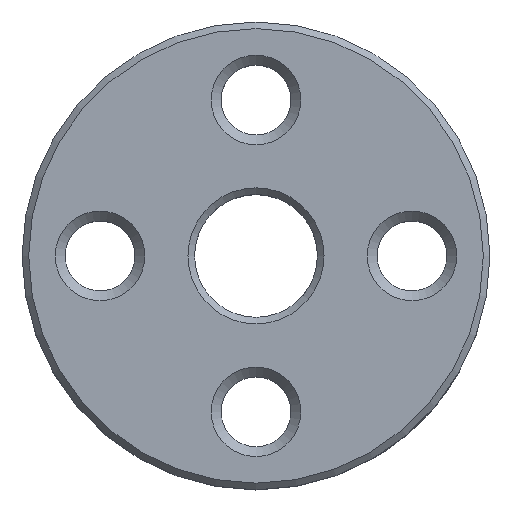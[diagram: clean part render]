
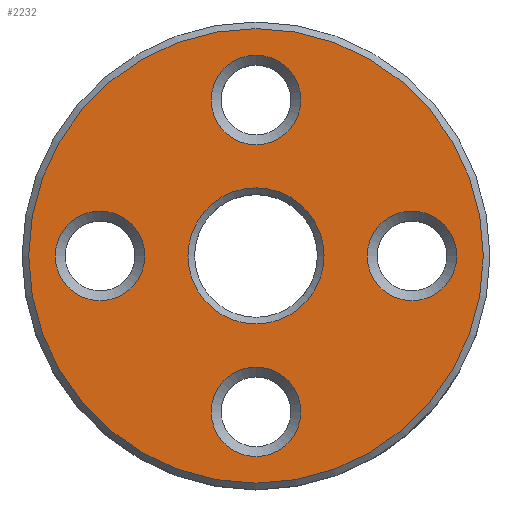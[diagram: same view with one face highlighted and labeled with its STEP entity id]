
A CAD part, top view. The second image highlights one B-rep face of the part: STEP entity #2232.
In plain terms, the highlighted planar face has unit normal (0, 0, 1).
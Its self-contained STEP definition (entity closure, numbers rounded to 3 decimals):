
#1082 = CONICAL_SURFACE('',#1083,9.525,0.785);
#1083 = AXIS2_PLACEMENT_3D('',#1084,#1085,#1086);
#1084 = CARTESIAN_POINT('',(0.,0.,4.81));
#1085 = DIRECTION('',(-0.,-0.,-1.));
#1086 = DIRECTION('',(1.,0.,0.));
#1722 = VERTEX_POINT('',#1723);
#1723 = CARTESIAN_POINT('',(9.255,0.,5.08));
#1744 = EDGE_CURVE('',#1722,#1722,#1745,.T.);
#1745 = SURFACE_CURVE('',#1746,(#1751,#1758),.PCURVE_S1.);
#1746 = CIRCLE('',#1747,9.255);
#1747 = AXIS2_PLACEMENT_3D('',#1748,#1749,#1750);
#1748 = CARTESIAN_POINT('',(0.,0.,5.08));
#1749 = DIRECTION('',(0.,0.,1.));
#1750 = DIRECTION('',(1.,0.,0.));
#1751 = PCURVE('',#1082,#1752);
#1752 = DEFINITIONAL_REPRESENTATION('',(#1753),#1757);
#1753 = LINE('',#1754,#1755);
#1754 = CARTESIAN_POINT('',(-0.,-0.27));
#1755 = VECTOR('',#1756,1.);
#1756 = DIRECTION('',(-1.,-0.));
#1757 = ( GEOMETRIC_REPRESENTATION_CONTEXT(2) 
PARAMETRIC_REPRESENTATION_CONTEXT() REPRESENTATION_CONTEXT('2D SPACE',''
  ) );
#1758 = PCURVE('',#1759,#1764);
#1759 = PLANE('',#1760);
#1760 = AXIS2_PLACEMENT_3D('',#1761,#1762,#1763);
#1761 = CARTESIAN_POINT('',(0.,0.,5.08));
#1762 = DIRECTION('',(0.,0.,1.));
#1763 = DIRECTION('',(1.,0.,0.));
#1764 = DEFINITIONAL_REPRESENTATION('',(#1765),#1769);
#1765 = CIRCLE('',#1766,9.255);
#1766 = AXIS2_PLACEMENT_2D('',#1767,#1768);
#1767 = CARTESIAN_POINT('',(0.,0.));
#1768 = DIRECTION('',(1.,0.));
#1769 = ( GEOMETRIC_REPRESENTATION_CONTEXT(2) 
PARAMETRIC_REPRESENTATION_CONTEXT() REPRESENTATION_CONTEXT('2D SPACE',''
  ) );
#2232 = ADVANCED_FACE('',(#2233,#2264,#2267,#2298,#2329,#2360),#1759,.T.
  );
#2233 = FACE_BOUND('',#2234,.T.);
#2234 = EDGE_LOOP('',(#2235));
#2235 = ORIENTED_EDGE('',*,*,#2236,.F.);
#2236 = EDGE_CURVE('',#2237,#2237,#2239,.T.);
#2237 = VERTEX_POINT('',#2238);
#2238 = CARTESIAN_POINT('',(8.172,0.,5.08));
#2239 = SURFACE_CURVE('',#2240,(#2245,#2252),.PCURVE_S1.);
#2240 = CIRCLE('',#2241,1.822);
#2241 = AXIS2_PLACEMENT_3D('',#2242,#2243,#2244);
#2242 = CARTESIAN_POINT('',(6.35,0.,5.08));
#2243 = DIRECTION('',(0.,0.,1.));
#2244 = DIRECTION('',(1.,0.,0.));
#2245 = PCURVE('',#1759,#2246);
#2246 = DEFINITIONAL_REPRESENTATION('',(#2247),#2251);
#2247 = CIRCLE('',#2248,1.822);
#2248 = AXIS2_PLACEMENT_2D('',#2249,#2250);
#2249 = CARTESIAN_POINT('',(6.35,0.));
#2250 = DIRECTION('',(1.,0.));
#2251 = ( GEOMETRIC_REPRESENTATION_CONTEXT(2) 
PARAMETRIC_REPRESENTATION_CONTEXT() REPRESENTATION_CONTEXT('2D SPACE',''
  ) );
#2252 = PCURVE('',#2253,#2258);
#2253 = CONICAL_SURFACE('',#2254,1.422,0.785);
#2254 = AXIS2_PLACEMENT_3D('',#2255,#2256,#2257);
#2255 = CARTESIAN_POINT('',(6.35,0.,4.68));
#2256 = DIRECTION('',(0.,0.,1.));
#2257 = DIRECTION('',(1.,0.,0.));
#2258 = DEFINITIONAL_REPRESENTATION('',(#2259),#2263);
#2259 = LINE('',#2260,#2261);
#2260 = CARTESIAN_POINT('',(-0.,0.4));
#2261 = VECTOR('',#2262,1.);
#2262 = DIRECTION('',(1.,-0.));
#2263 = ( GEOMETRIC_REPRESENTATION_CONTEXT(2) 
PARAMETRIC_REPRESENTATION_CONTEXT() REPRESENTATION_CONTEXT('2D SPACE',''
  ) );
#2264 = FACE_BOUND('',#2265,.T.);
#2265 = EDGE_LOOP('',(#2266));
#2266 = ORIENTED_EDGE('',*,*,#1744,.T.);
#2267 = FACE_BOUND('',#2268,.T.);
#2268 = EDGE_LOOP('',(#2269));
#2269 = ORIENTED_EDGE('',*,*,#2270,.F.);
#2270 = EDGE_CURVE('',#2271,#2271,#2273,.T.);
#2271 = VERTEX_POINT('',#2272);
#2272 = CARTESIAN_POINT('',(2.77,0.,5.08));
#2273 = SURFACE_CURVE('',#2274,(#2279,#2286),.PCURVE_S1.);
#2274 = CIRCLE('',#2275,2.77);
#2275 = AXIS2_PLACEMENT_3D('',#2276,#2277,#2278);
#2276 = CARTESIAN_POINT('',(0.,0.,5.08));
#2277 = DIRECTION('',(0.,0.,1.));
#2278 = DIRECTION('',(1.,0.,0.));
#2279 = PCURVE('',#1759,#2280);
#2280 = DEFINITIONAL_REPRESENTATION('',(#2281),#2285);
#2281 = CIRCLE('',#2282,2.77);
#2282 = AXIS2_PLACEMENT_2D('',#2283,#2284);
#2283 = CARTESIAN_POINT('',(0.,0.));
#2284 = DIRECTION('',(1.,0.));
#2285 = ( GEOMETRIC_REPRESENTATION_CONTEXT(2) 
PARAMETRIC_REPRESENTATION_CONTEXT() REPRESENTATION_CONTEXT('2D SPACE',''
  ) );
#2286 = PCURVE('',#2287,#2292);
#2287 = CONICAL_SURFACE('',#2288,2.5,0.785);
#2288 = AXIS2_PLACEMENT_3D('',#2289,#2290,#2291);
#2289 = CARTESIAN_POINT('',(0.,0.,4.81));
#2290 = DIRECTION('',(0.,0.,1.));
#2291 = DIRECTION('',(1.,0.,0.));
#2292 = DEFINITIONAL_REPRESENTATION('',(#2293),#2297);
#2293 = LINE('',#2294,#2295);
#2294 = CARTESIAN_POINT('',(-0.,0.27));
#2295 = VECTOR('',#2296,1.);
#2296 = DIRECTION('',(1.,-0.));
#2297 = ( GEOMETRIC_REPRESENTATION_CONTEXT(2) 
PARAMETRIC_REPRESENTATION_CONTEXT() REPRESENTATION_CONTEXT('2D SPACE',''
  ) );
#2298 = FACE_BOUND('',#2299,.T.);
#2299 = EDGE_LOOP('',(#2300));
#2300 = ORIENTED_EDGE('',*,*,#2301,.F.);
#2301 = EDGE_CURVE('',#2302,#2302,#2304,.T.);
#2302 = VERTEX_POINT('',#2303);
#2303 = CARTESIAN_POINT('',(1.822,6.35,5.08));
#2304 = SURFACE_CURVE('',#2305,(#2310,#2317),.PCURVE_S1.);
#2305 = CIRCLE('',#2306,1.822);
#2306 = AXIS2_PLACEMENT_3D('',#2307,#2308,#2309);
#2307 = CARTESIAN_POINT('',(0.,6.35,5.08));
#2308 = DIRECTION('',(0.,0.,1.));
#2309 = DIRECTION('',(1.,0.,0.));
#2310 = PCURVE('',#1759,#2311);
#2311 = DEFINITIONAL_REPRESENTATION('',(#2312),#2316);
#2312 = CIRCLE('',#2313,1.822);
#2313 = AXIS2_PLACEMENT_2D('',#2314,#2315);
#2314 = CARTESIAN_POINT('',(0.,6.35));
#2315 = DIRECTION('',(1.,0.));
#2316 = ( GEOMETRIC_REPRESENTATION_CONTEXT(2) 
PARAMETRIC_REPRESENTATION_CONTEXT() REPRESENTATION_CONTEXT('2D SPACE',''
  ) );
#2317 = PCURVE('',#2318,#2323);
#2318 = CONICAL_SURFACE('',#2319,1.422,0.785);
#2319 = AXIS2_PLACEMENT_3D('',#2320,#2321,#2322);
#2320 = CARTESIAN_POINT('',(0.,6.35,4.68));
#2321 = DIRECTION('',(0.,0.,1.));
#2322 = DIRECTION('',(1.,0.,0.));
#2323 = DEFINITIONAL_REPRESENTATION('',(#2324),#2328);
#2324 = LINE('',#2325,#2326);
#2325 = CARTESIAN_POINT('',(-0.,0.4));
#2326 = VECTOR('',#2327,1.);
#2327 = DIRECTION('',(1.,-0.));
#2328 = ( GEOMETRIC_REPRESENTATION_CONTEXT(2) 
PARAMETRIC_REPRESENTATION_CONTEXT() REPRESENTATION_CONTEXT('2D SPACE',''
  ) );
#2329 = FACE_BOUND('',#2330,.T.);
#2330 = EDGE_LOOP('',(#2331));
#2331 = ORIENTED_EDGE('',*,*,#2332,.F.);
#2332 = EDGE_CURVE('',#2333,#2333,#2335,.T.);
#2333 = VERTEX_POINT('',#2334);
#2334 = CARTESIAN_POINT('',(1.822,-6.35,5.08));
#2335 = SURFACE_CURVE('',#2336,(#2341,#2348),.PCURVE_S1.);
#2336 = CIRCLE('',#2337,1.822);
#2337 = AXIS2_PLACEMENT_3D('',#2338,#2339,#2340);
#2338 = CARTESIAN_POINT('',(0.,-6.35,5.08));
#2339 = DIRECTION('',(0.,0.,1.));
#2340 = DIRECTION('',(1.,0.,0.));
#2341 = PCURVE('',#1759,#2342);
#2342 = DEFINITIONAL_REPRESENTATION('',(#2343),#2347);
#2343 = CIRCLE('',#2344,1.822);
#2344 = AXIS2_PLACEMENT_2D('',#2345,#2346);
#2345 = CARTESIAN_POINT('',(0.,-6.35));
#2346 = DIRECTION('',(1.,0.));
#2347 = ( GEOMETRIC_REPRESENTATION_CONTEXT(2) 
PARAMETRIC_REPRESENTATION_CONTEXT() REPRESENTATION_CONTEXT('2D SPACE',''
  ) );
#2348 = PCURVE('',#2349,#2354);
#2349 = CONICAL_SURFACE('',#2350,1.422,0.785);
#2350 = AXIS2_PLACEMENT_3D('',#2351,#2352,#2353);
#2351 = CARTESIAN_POINT('',(0.,-6.35,4.68));
#2352 = DIRECTION('',(0.,0.,1.));
#2353 = DIRECTION('',(1.,0.,0.));
#2354 = DEFINITIONAL_REPRESENTATION('',(#2355),#2359);
#2355 = LINE('',#2356,#2357);
#2356 = CARTESIAN_POINT('',(-0.,0.4));
#2357 = VECTOR('',#2358,1.);
#2358 = DIRECTION('',(1.,-0.));
#2359 = ( GEOMETRIC_REPRESENTATION_CONTEXT(2) 
PARAMETRIC_REPRESENTATION_CONTEXT() REPRESENTATION_CONTEXT('2D SPACE',''
  ) );
#2360 = FACE_BOUND('',#2361,.T.);
#2361 = EDGE_LOOP('',(#2362));
#2362 = ORIENTED_EDGE('',*,*,#2363,.F.);
#2363 = EDGE_CURVE('',#2364,#2364,#2366,.T.);
#2364 = VERTEX_POINT('',#2365);
#2365 = CARTESIAN_POINT('',(-4.528,0.,5.08));
#2366 = SURFACE_CURVE('',#2367,(#2372,#2379),.PCURVE_S1.);
#2367 = CIRCLE('',#2368,1.822);
#2368 = AXIS2_PLACEMENT_3D('',#2369,#2370,#2371);
#2369 = CARTESIAN_POINT('',(-6.35,0.,5.08));
#2370 = DIRECTION('',(0.,0.,1.));
#2371 = DIRECTION('',(1.,0.,0.));
#2372 = PCURVE('',#1759,#2373);
#2373 = DEFINITIONAL_REPRESENTATION('',(#2374),#2378);
#2374 = CIRCLE('',#2375,1.822);
#2375 = AXIS2_PLACEMENT_2D('',#2376,#2377);
#2376 = CARTESIAN_POINT('',(-6.35,0.));
#2377 = DIRECTION('',(1.,0.));
#2378 = ( GEOMETRIC_REPRESENTATION_CONTEXT(2) 
PARAMETRIC_REPRESENTATION_CONTEXT() REPRESENTATION_CONTEXT('2D SPACE',''
  ) );
#2379 = PCURVE('',#2380,#2385);
#2380 = CONICAL_SURFACE('',#2381,1.422,0.785);
#2381 = AXIS2_PLACEMENT_3D('',#2382,#2383,#2384);
#2382 = CARTESIAN_POINT('',(-6.35,0.,4.68));
#2383 = DIRECTION('',(0.,0.,1.));
#2384 = DIRECTION('',(1.,0.,0.));
#2385 = DEFINITIONAL_REPRESENTATION('',(#2386),#2390);
#2386 = LINE('',#2387,#2388);
#2387 = CARTESIAN_POINT('',(-0.,0.4));
#2388 = VECTOR('',#2389,1.);
#2389 = DIRECTION('',(1.,-0.));
#2390 = ( GEOMETRIC_REPRESENTATION_CONTEXT(2) 
PARAMETRIC_REPRESENTATION_CONTEXT() REPRESENTATION_CONTEXT('2D SPACE',''
  ) );
